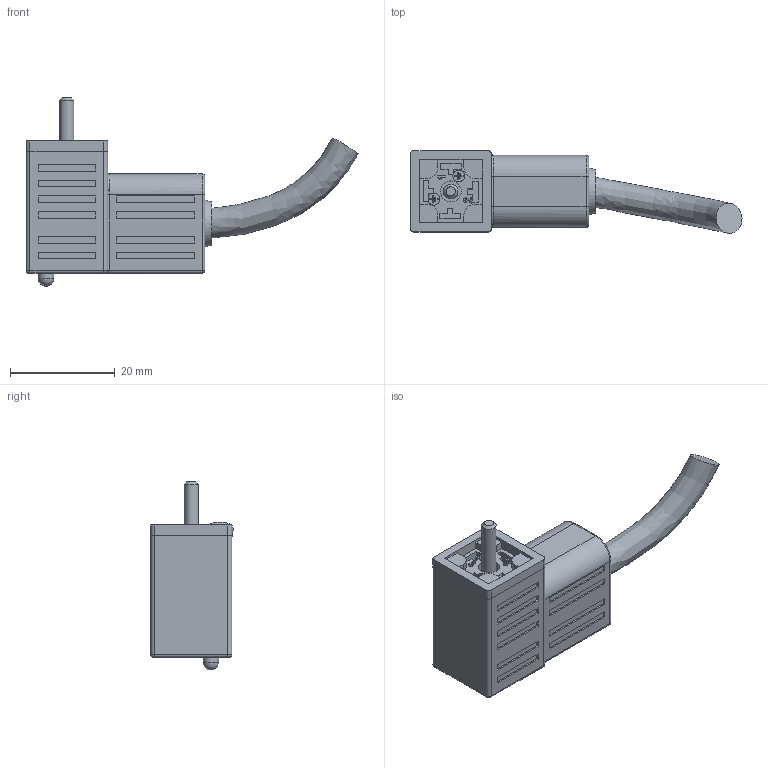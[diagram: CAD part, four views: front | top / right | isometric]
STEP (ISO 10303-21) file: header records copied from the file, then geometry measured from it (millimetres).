
FILE_DESCRIPTION (( 'STEP AP214' ), '1' );
FILE_NAME ('SC9-LS110-3.STEP', '2012-03-22T14:56:43', ( ' ' ), ( ' ' ), 'SwSTEP 2.0', 'SolidWorks 2011', '' );
FILE_SCHEMA (( 'AUTOMOTIVE_DESIGN' ));
Length unit declared in the file: millimetre
Products named in the file (1): SC9-LS110-3
Bounding box: 63.37 x 15.76 x 36 mm (x, y, z)
Volume: 11193 mm3; surface area: 5701.3 mm2
Topology: 4 solids, 4 shells, 325 faces, 816 edges, 531 vertices
Faces by surface type: plane 256, cylinder 37, bspline 18, torus 9, sphere 3, cone 2
Full cylindrical faces by diameter (mm): 2.75 x1, 3 x1, 4 x1, 5.75 x1, 6 x2
Entity records: 10235 total; most frequent: CARTESIAN_POINT 2484, ORIENTED_EDGE 1586, DIRECTION 1456, EDGE_CURVE 793, VECTOR 662, LINE 662, VERTEX_POINT 524, AXIS2_PLACEMENT_3D 397
